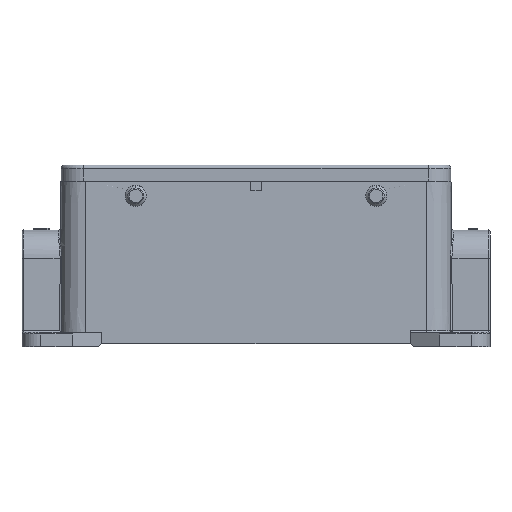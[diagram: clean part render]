
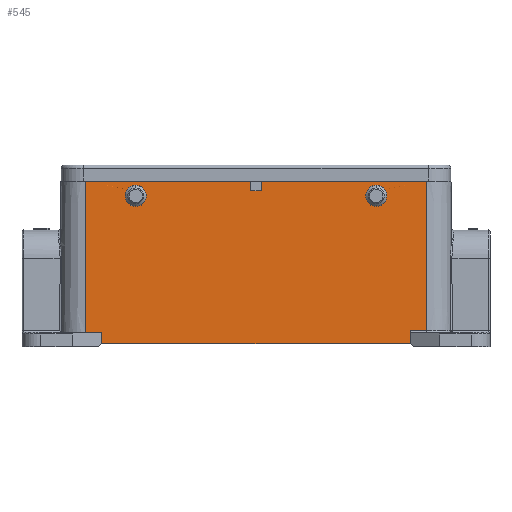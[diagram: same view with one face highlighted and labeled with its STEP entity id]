
A CAD part, left-side view. The second image highlights one B-rep face of the part: STEP entity #545.
In plain terms, the highlighted planar face has unit normal (-1, 0, 0.009).
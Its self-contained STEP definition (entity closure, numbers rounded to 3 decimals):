
#208=FACE_BOUND('',#1640,.T.);
#209=FACE_BOUND('',#1641,.T.);
#210=FACE_BOUND('',#1642,.T.);
#298=ELLIPSE('',#8275,1.5,1.5);
#300=ELLIPSE('',#8278,1.5,1.5);
#326=PLANE('',#8335);
#545=ADVANCED_FACE('',(#208,#209,#210),#326,.T.);
#1640=EDGE_LOOP('',(#2855,#2856,#2857,#2858,#2859,#2860,#2861,#2862,#2863,
#2864,#2865,#2866));
#1641=EDGE_LOOP('',(#2867));
#1642=EDGE_LOOP('',(#2868));
#2855=ORIENTED_EDGE('',*,*,#5953,.T.);
#2856=ORIENTED_EDGE('',*,*,#5941,.T.);
#2857=ORIENTED_EDGE('',*,*,#5952,.T.);
#2858=ORIENTED_EDGE('',*,*,#5954,.T.);
#2859=ORIENTED_EDGE('',*,*,#5932,.F.);
#2860=ORIENTED_EDGE('',*,*,#5930,.T.);
#2861=ORIENTED_EDGE('',*,*,#5955,.T.);
#2862=ORIENTED_EDGE('',*,*,#5956,.F.);
#2863=ORIENTED_EDGE('',*,*,#5957,.F.);
#2864=ORIENTED_EDGE('',*,*,#5958,.T.);
#2865=ORIENTED_EDGE('',*,*,#5959,.T.);
#2866=ORIENTED_EDGE('',*,*,#5960,.T.);
#2867=ORIENTED_EDGE('',*,*,#5856,.T.);
#2868=ORIENTED_EDGE('',*,*,#5854,.T.);
#5089=VERTEX_POINT('',#11674);
#5091=VERTEX_POINT('',#11679);
#5113=VERTEX_POINT('',#11729);
#5153=VERTEX_POINT('',#11864);
#5154=VERTEX_POINT('',#11866);
#5155=VERTEX_POINT('',#11870);
#5162=VERTEX_POINT('',#11888);
#5163=VERTEX_POINT('',#11889);
#5170=VERTEX_POINT('',#11907);
#5171=VERTEX_POINT('',#11911);
#5172=VERTEX_POINT('',#11914);
#5173=VERTEX_POINT('',#11916);
#5174=VERTEX_POINT('',#11919);
#5175=VERTEX_POINT('',#11921);
#5854=EDGE_CURVE('',#5089,#5089,#298,.T.);
#5856=EDGE_CURVE('',#5091,#5091,#300,.T.);
#5930=EDGE_CURVE('',#5154,#5153,#7064,.T.);
#5932=EDGE_CURVE('',#5154,#5155,#7066,.T.);
#5941=EDGE_CURVE('',#5162,#5163,#7075,.T.);
#5952=EDGE_CURVE('',#5163,#5170,#7082,.T.);
#5953=EDGE_CURVE('',#5171,#5162,#7083,.T.);
#5954=EDGE_CURVE('',#5170,#5155,#7084,.T.);
#5955=EDGE_CURVE('',#5153,#5172,#7085,.T.);
#5956=EDGE_CURVE('',#5173,#5172,#7086,.T.);
#5957=EDGE_CURVE('',#5113,#5173,#7087,.T.);
#5958=EDGE_CURVE('',#5113,#5174,#7088,.T.);
#5959=EDGE_CURVE('',#5174,#5175,#7089,.T.);
#5960=EDGE_CURVE('',#5175,#5171,#7090,.T.);
#7064=LINE('',#11865,#7691);
#7066=LINE('',#11869,#7693);
#7075=LINE('',#11887,#7702);
#7082=LINE('',#11908,#7709);
#7083=LINE('',#11910,#7710);
#7084=LINE('',#11912,#7711);
#7085=LINE('',#11913,#7712);
#7086=LINE('',#11915,#7713);
#7087=LINE('',#11917,#7714);
#7088=LINE('',#11918,#7715);
#7089=LINE('',#11920,#7716);
#7090=LINE('',#11922,#7717);
#7691=VECTOR('',#9327,1.);
#7693=VECTOR('',#9331,1.);
#7702=VECTOR('',#9344,1.);
#7709=VECTOR('',#9361,1.);
#7710=VECTOR('',#9364,1.);
#7711=VECTOR('',#9365,1.);
#7712=VECTOR('',#9366,1.);
#7713=VECTOR('',#9367,1.);
#7714=VECTOR('',#9368,1.);
#7715=VECTOR('',#9369,1.);
#7716=VECTOR('',#9370,1.);
#7717=VECTOR('',#9371,1.);
#8275=AXIS2_PLACEMENT_3D('',#11673,#9189,#9190);
#8278=AXIS2_PLACEMENT_3D('',#11678,#9195,#9196);
#8335=AXIS2_PLACEMENT_3D('',#11923,#9372,#9373);
#9189=DIRECTION('',(1.,0.,-0.009));
#9190=DIRECTION('',(-0.009,0.,-1.));
#9195=DIRECTION('',(1.,0.,-0.009));
#9196=DIRECTION('',(-0.009,0.,-1.));
#9327=DIRECTION('',(0.,1.,0.));
#9331=DIRECTION('',(-0.009,0.,-1.));
#9344=DIRECTION('',(0.,1.,0.));
#9361=DIRECTION('',(-0.009,0.,-1.));
#9364=DIRECTION('',(0.009,0.,1.));
#9365=DIRECTION('',(0.,1.,0.));
#9366=DIRECTION('',(-0.009,0.,-1.));
#9367=DIRECTION('',(0.,1.,0.));
#9368=DIRECTION('',(0.009,0.,1.));
#9369=DIRECTION('',(0.,-1.,0.));
#9370=DIRECTION('',(0.009,0.,1.));
#9371=DIRECTION('',(0.,-1.,0.));
#9372=DIRECTION('',(-1.,0.,0.009));
#9373=DIRECTION('',(0.,1.,0.));
#11673=CARTESIAN_POINT('',(-21.539,37.,46.5));
#11674=CARTESIAN_POINT('',(-21.552,37.,45.));
#11678=CARTESIAN_POINT('',(-21.539,-37.,46.5));
#11679=CARTESIAN_POINT('',(-21.552,-37.,45.));
#11729=CARTESIAN_POINT('',(-21.936,47.5,1.));
#11864=CARTESIAN_POINT('',(-21.5,52.5,51.));
#11865=CARTESIAN_POINT('',(-21.5,1.6,51.));
#11866=CARTESIAN_POINT('',(-21.5,1.6,51.));
#11869=CARTESIAN_POINT('',(-21.5,1.6,51.));
#11870=CARTESIAN_POINT('',(-21.526,1.6,48.));
#11887=CARTESIAN_POINT('',(-21.5,-52.5,51.));
#11888=CARTESIAN_POINT('',(-21.5,-52.5,51.));
#11889=CARTESIAN_POINT('',(-21.5,-1.6,51.));
#11907=CARTESIAN_POINT('',(-21.526,-1.6,48.));
#11908=CARTESIAN_POINT('',(-21.5,-1.6,51.));
#11910=CARTESIAN_POINT('',(-21.901,-52.5,4.996));
#11911=CARTESIAN_POINT('',(-21.901,-52.5,4.996));
#11912=CARTESIAN_POINT('',(-21.526,-1.6,48.));
#11913=CARTESIAN_POINT('',(-21.5,52.5,51.));
#11914=CARTESIAN_POINT('',(-21.906,52.5,4.5));
#11915=CARTESIAN_POINT('',(-21.906,47.5,4.5));
#11916=CARTESIAN_POINT('',(-21.906,47.5,4.5));
#11917=CARTESIAN_POINT('',(-21.936,47.5,1.));
#11918=CARTESIAN_POINT('',(-21.936,47.5,1.));
#11919=CARTESIAN_POINT('',(-21.936,-47.5,1.));
#11920=CARTESIAN_POINT('',(-21.936,-47.5,1.));
#11921=CARTESIAN_POINT('',(-21.901,-47.5,4.996));
#11922=CARTESIAN_POINT('',(-21.901,-47.5,4.996));
#11923=CARTESIAN_POINT('',(-21.5,55.148,51.));
